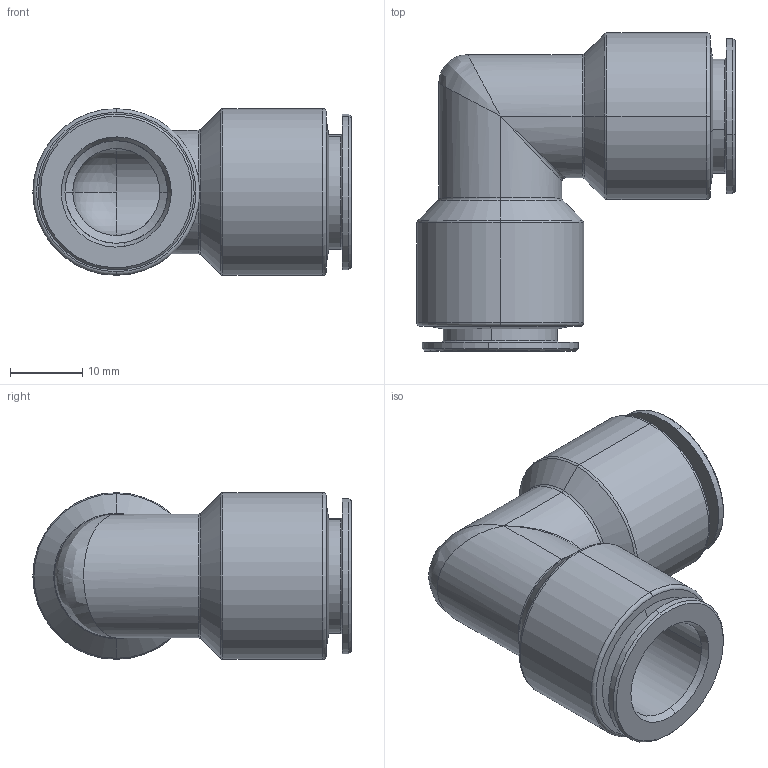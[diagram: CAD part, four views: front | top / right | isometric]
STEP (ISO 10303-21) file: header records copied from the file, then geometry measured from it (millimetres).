
FILE_DESCRIPTION (( 'STEP AP203' ), '1' );
FILE_NAME ('A0180070.STEP', '2009-04-07T09:40:40', ( 'UT1' ), ( 'sopra-pneumatic' ), 'SwSTEP 2.0', 'SolidWorks 2009', '' );
FILE_SCHEMA (( 'CONFIG_CONTROL_DESIGN' ));
Length unit declared in the file: millimetre
Products named in the file (1): A0180070
Bounding box: 43.9 x 43.9 x 23 mm (x, y, z)
Volume: 11588.2 mm3; surface area: 8032.5 mm2
Topology: 1 solids, 1 shells, 70 faces, 150 edges, 80 vertices
Faces by surface type: cone 24, cylinder 24, torus 12, plane 6, sphere 2, bspline 2
Entity records: 2098 total; most frequent: CARTESIAN_POINT 500, DIRECTION 368, ORIENTED_EDGE 288, AXIS2_PLACEMENT_3D 160, EDGE_CURVE 144, CIRCLE 91, VERTEX_POINT 80, EDGE_LOOP 76
